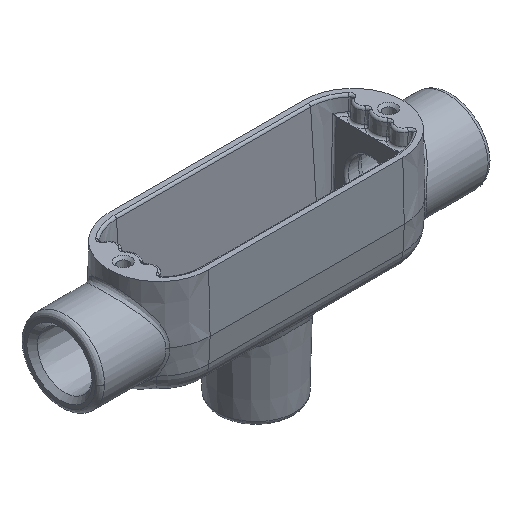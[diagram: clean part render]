
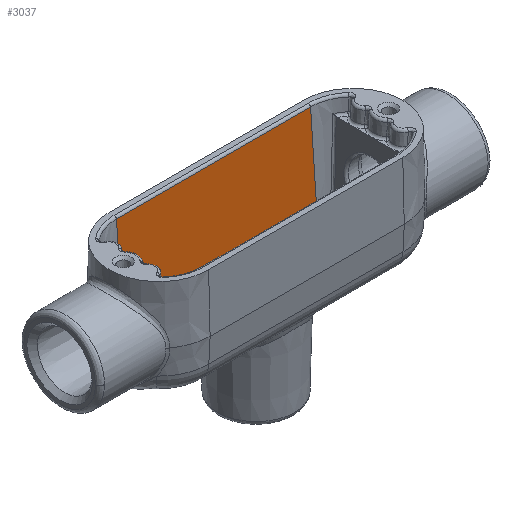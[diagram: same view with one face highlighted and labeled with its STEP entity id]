
A CAD part, isometric view. The second image highlights one B-rep face of the part: STEP entity #3037.
In plain terms, the highlighted planar face has unit normal (0, -0.997, 0.072).
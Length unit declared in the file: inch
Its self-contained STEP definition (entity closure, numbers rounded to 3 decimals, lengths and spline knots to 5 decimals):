
#126=ELLIPSE('',#3320,0.18799,0.1875);
#127=ELLIPSE('',#3321,0.18799,0.1875);
#367=FACE_OUTER_BOUND('',#586,.T.);
#586=EDGE_LOOP('',(#2186,#2187,#2188,#2189,#2190,#2191,#2192,#2193));
#1006=LINE('',#5656,#1153);
#1007=LINE('',#5675,#1154);
#1027=LINE('',#7355,#1174);
#1028=LINE('',#7357,#1175);
#1029=LINE('',#7361,#1176);
#1030=LINE('',#7364,#1177);
#1153=VECTOR('',#3709,1.11011);
#1154=VECTOR('',#3718,1.11011);
#1174=VECTOR('',#3828,2.5625);
#1175=VECTOR('',#3829,0.76757);
#1176=VECTOR('',#3832,0.88089);
#1177=VECTOR('',#3835,0.76707);
#1337=VERTEX_POINT('',#5653);
#1338=VERTEX_POINT('',#5655);
#1343=VERTEX_POINT('',#5672);
#1344=VERTEX_POINT('',#5674);
#1395=VERTEX_POINT('',#7356);
#1396=VERTEX_POINT('',#7358);
#1397=VERTEX_POINT('',#7360);
#1398=VERTEX_POINT('',#7362);
#1622=EDGE_CURVE('',#1338,#1337,#1006,.F.);
#1628=EDGE_CURVE('',#1343,#1344,#1007,.F.);
#1696=EDGE_CURVE('',#1337,#1344,#1027,.F.);
#1697=EDGE_CURVE('',#1343,#1395,#1028,.T.);
#1698=EDGE_CURVE('',#1395,#1396,#126,.F.);
#1699=EDGE_CURVE('',#1396,#1397,#1029,.T.);
#1700=EDGE_CURVE('',#1397,#1398,#127,.F.);
#1701=EDGE_CURVE('',#1398,#1338,#1030,.T.);
#2186=ORIENTED_EDGE('',*,*,#1622,.T.);
#2187=ORIENTED_EDGE('',*,*,#1696,.T.);
#2188=ORIENTED_EDGE('',*,*,#1628,.F.);
#2189=ORIENTED_EDGE('',*,*,#1697,.T.);
#2190=ORIENTED_EDGE('',*,*,#1698,.T.);
#2191=ORIENTED_EDGE('',*,*,#1699,.T.);
#2192=ORIENTED_EDGE('',*,*,#1700,.T.);
#2193=ORIENTED_EDGE('',*,*,#1701,.T.);
#2965=PLANE('',#3319);
#3037=ADVANCED_FACE('',(#367),#2965,.T.);
#3319=AXIS2_PLACEMENT_3D('',#7354,#3826,#3827);
#3320=AXIS2_PLACEMENT_3D('',#7359,#3830,#3831);
#3321=AXIS2_PLACEMENT_3D('',#7363,#3833,#3834);
#3709=DIRECTION('',(0.,-0.072,-0.997));
#3718=DIRECTION('',(0.,-0.072,-0.997));
#3826=DIRECTION('center_axis',(0.,-0.997,
0.072));
#3827=DIRECTION('ref_axis',(0.,-0.072,-0.997));
#3828=DIRECTION('',(1.,0.,0.));
#3829=DIRECTION('',(1.,0.,0.));
#3830=DIRECTION('center_axis',(0.,-0.997,
0.072));
#3831=DIRECTION('ref_axis',(0.,-0.072,-0.997));
#3832=DIRECTION('',(1.,0.,0.));
#3833=DIRECTION('center_axis',(0.,-0.997,
0.072));
#3834=DIRECTION('ref_axis',(0.,0.072,0.997));
#3835=DIRECTION('',(1.,0.,0.));
#5653=CARTESIAN_POINT('',(0.4625,3.31041,-0.029));
#5655=CARTESIAN_POINT('',(0.4625,3.23056,-1.13624));
#5656=CARTESIAN_POINT('',(0.4625,3.31041,-0.029));
#5672=CARTESIAN_POINT('',(-2.1,3.23056,-1.13624));
#5674=CARTESIAN_POINT('',(-2.1,3.31041,-0.029));
#5675=CARTESIAN_POINT('',(-2.1,3.31041,-0.029));
#7354=CARTESIAN_POINT('Origin',(-0.8185,3.3125,0.));
#7355=CARTESIAN_POINT('',(-2.1,3.31041,-0.029));
#7356=CARTESIAN_POINT('',(-1.33243,3.23056,-1.13624));
#7357=CARTESIAN_POINT('',(-2.1,3.23056,-1.13624));
#7358=CARTESIAN_POINT('',(-1.25894,3.22947,-1.15124));
#7359=CARTESIAN_POINT('Origin',(-1.33243,3.21703,-1.32374));
#7360=CARTESIAN_POINT('',(-0.37806,3.22947,-1.15124));
#7361=CARTESIAN_POINT('',(-1.25894,3.22947,-1.15124));
#7362=CARTESIAN_POINT('',(-0.30457,3.23056,-1.13624));
#7363=CARTESIAN_POINT('Origin',(-0.30457,3.21703,-1.32374));
#7364=CARTESIAN_POINT('',(-0.30457,3.23056,-1.13624));
